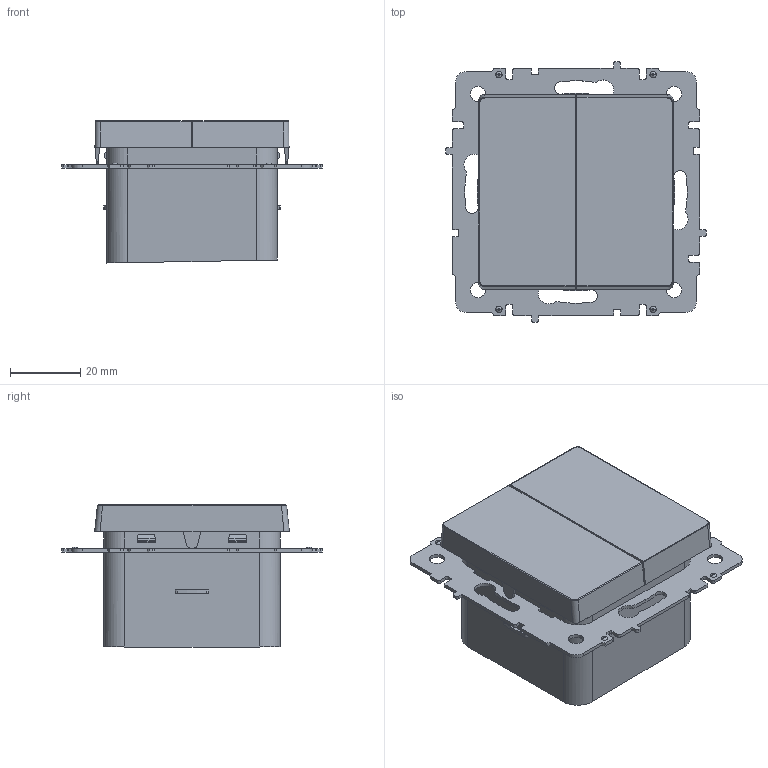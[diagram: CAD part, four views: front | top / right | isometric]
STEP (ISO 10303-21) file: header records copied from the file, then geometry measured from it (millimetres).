
FILE_DESCRIPTION (( 'STEP AP214' ), '1' );
FILE_NAME ('BRITE Âûêëþ÷. 2-êë. 10À â ñá..STEP', '2025-03-31T11:16:44', ( '' ), ( '' ), 'SwSTEP 2.0', 'SolidWorks 2022', '' );
FILE_SCHEMA (( 'AUTOMOTIVE_DESIGN' ));
Length unit declared in the file: millimetre
Products named in the file (1): BRITE Выключ. 2-кл. 10А в сб.
Bounding box: 74.4 x 74.4 x 40.54 mm (x, y, z)
Volume: 104169.1 mm3; surface area: 18863.3 mm2
Topology: 1 solids, 2 shells, 314 faces, 888 edges, 590 vertices
Faces by surface type: plane 158, cylinder 134, bspline 20, torus 2
Entity records: 10955 total; most frequent: CARTESIAN_POINT 2699, ORIENTED_EDGE 1776, DIRECTION 1667, EDGE_CURVE 888, VERTEX_POINT 590, VECTOR 567, LINE 567, AXIS2_PLACEMENT_3D 550
